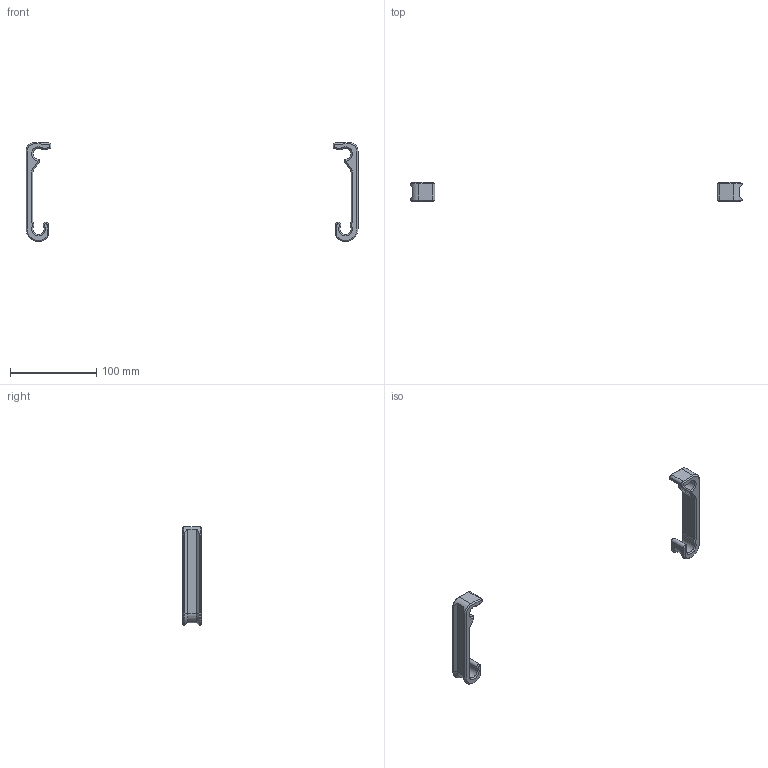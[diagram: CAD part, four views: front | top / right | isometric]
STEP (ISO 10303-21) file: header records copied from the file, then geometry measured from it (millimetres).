
FILE_DESCRIPTION(/* description */ (''),/* implementation_level */ '2;1');
FILE_NAME(/* name */ 'Center Frame Clamp.step',/* time_stamp */ '2023-10-27T10:38:24-04:00',/* author */ (''),/* organization */ (''),/* preprocessor_version */ 'ST-DEVELOPER v20',/* originating_system */ 'Autodesk Translation Framework v12.14.0.127',/* authorisation */ '');
FILE_SCHEMA (('AUTOMOTIVE_DESIGN { 1 0 10303 214 3 1 1 }'));
Length unit declared in the file: millimetre
Products named in the file (1): Center Frame Clamp
Bounding box: 384.6 x 22 x 114.59 mm (x, y, z)
Volume: 44862.5 mm3; surface area: 18923.2 mm2
Topology: 2 solids, 2 shells, 164 faces, 388 edges, 228 vertices
Faces by surface type: plane 60, cone 60, cylinder 40, bspline 4
Entity records: 4831 total; most frequent: CARTESIAN_POINT 1013, DIRECTION 818, ORIENTED_EDGE 776, EDGE_CURVE 388, AXIS2_PLACEMENT_3D 297, VERTEX_POINT 228, LINE 224, VECTOR 224
